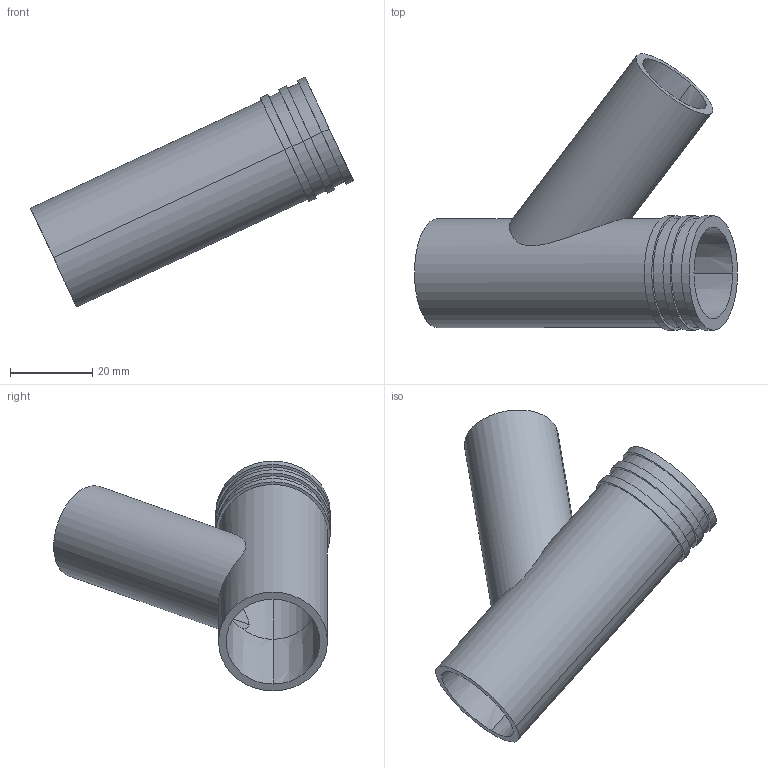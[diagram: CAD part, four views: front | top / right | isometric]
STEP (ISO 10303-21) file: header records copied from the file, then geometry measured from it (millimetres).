
FILE_DESCRIPTION((''),'2;1');
FILE_NAME('RACCORDO_Y','2020-03-25T12:58:54',('Carlos'),('Cressi spa'),'CREO PARAMETRIC BY PTC INC, 2018500','CREO PARAMETRIC BY PTC INC, 2018500','');
FILE_SCHEMA(('CONFIG_CONTROL_DESIGN'));
Length unit declared in the file: millimetre
Products named in the file (1): RACCORDO_Y
Bounding box: 78.56 x 67.3 x 55.93 mm (x, y, z)
Volume: 17722.4 mm3; surface area: 17386.7 mm2
Topology: 1 solids, 1 shells, 32 faces, 70 edges, 44 vertices
Faces by surface type: cylinder 18, plane 8, cone 6
Entity records: 1075 total; most frequent: CARTESIAN_POINT 298, DIRECTION 167, ORIENTED_EDGE 140, AXIS2_PLACEMENT_3D 71, EDGE_CURVE 70, VERTEX_POINT 44, EDGE_LOOP 40, CIRCLE 39
